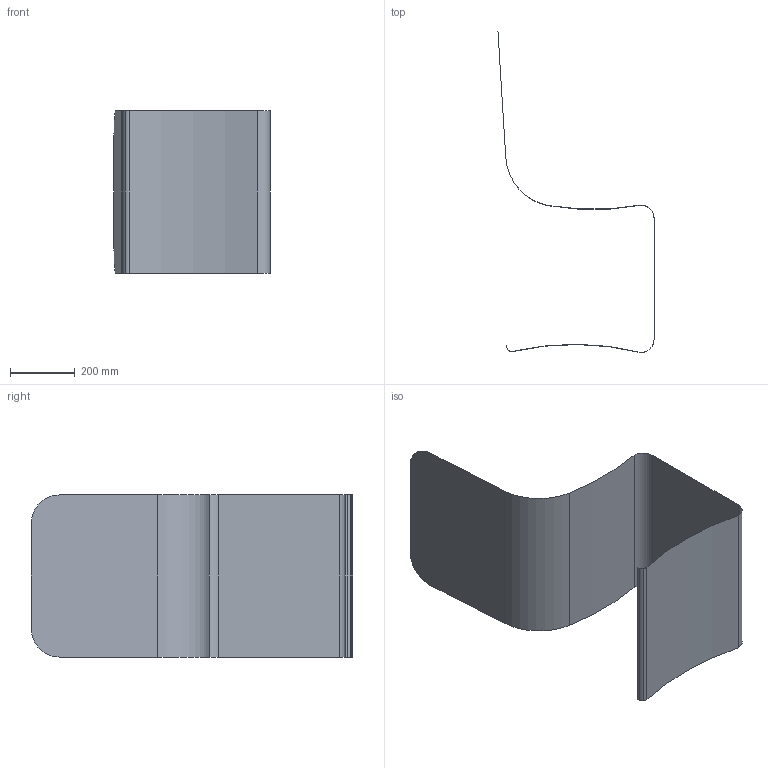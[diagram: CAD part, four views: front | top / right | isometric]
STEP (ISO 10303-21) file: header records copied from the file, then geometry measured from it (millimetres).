
FILE_DESCRIPTION(('STEP AP214'),'1');
FILE_NAME('Test.stp','2025-03-11T13:56:56',(' '),(' '),'Spatial InterOp 3D',' ',' ');
FILE_SCHEMA(('AUTOMOTIVE_DESIGN { 1 0 10303 214 1 1 1 1 }'));
Length unit declared in the file: millimetre
Products named in the file (1): 1
Bounding box: 481.3 x 990.34 x 500 mm (x, y, z)
Surface area: 907266.2 mm2 (no closed solid volume)
Topology: 0 solids, 1 shells, 10 faces, 33 edges, 24 vertices
Faces by surface type: cylinder 7, plane 3
Entity records: 463 total; most frequent: DIRECTION 71, CARTESIAN_POINT 68, ORIENTED_EDGE 42, EDGE_CURVE 33, AXIS2_PLACEMENT_3D 27, VERTEX_POINT 24, LINE 17, VECTOR 17
